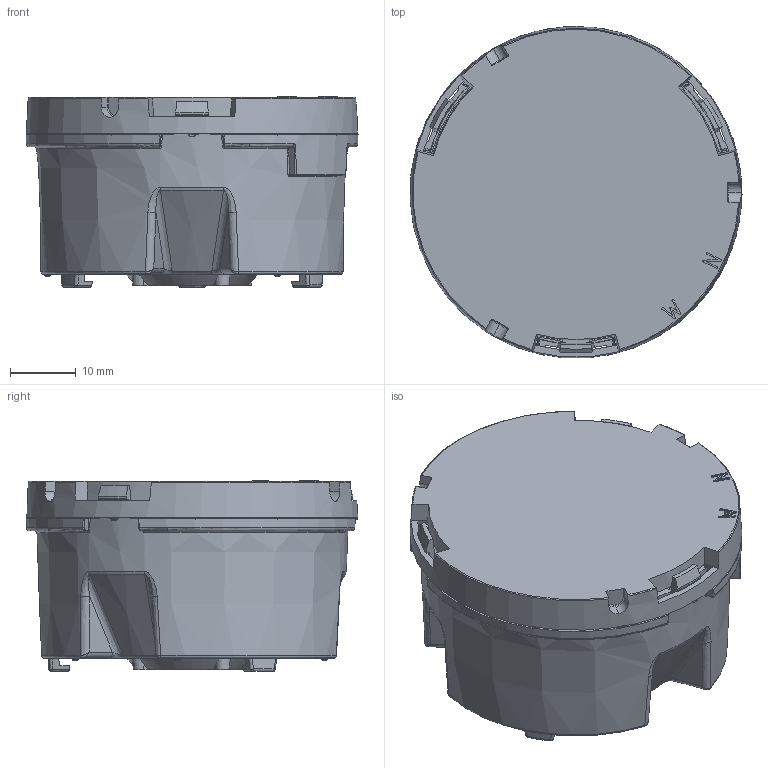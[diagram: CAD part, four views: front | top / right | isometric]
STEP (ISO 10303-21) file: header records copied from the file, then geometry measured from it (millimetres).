
FILE_DESCRIPTION(('STEP AP242'),'1');
FILE_NAME('SIRIUS50Z.stp','2023-02-01T09:51:06',(' '),(' '),'Spatial InterOp 3D',' ',' ');
FILE_SCHEMA(('AP242_MANAGED_MODEL_BASED_3D_ENGINEERING_MIM_LF {1 0 10303 442 1 1 4}'));
Length unit declared in the file: millimetre
Products named in the file (4): SIRIUS50Z; 220517_X74872_3D_WSIRIUS50Z2_Commercial; 220912_X74870_3D_CSIRIUS50Z_commercial; 220311_X74871_3D_HSIRIUS50Z_IndC
Assembly tree (3 placements, depth 2):
  SIRIUS50Z
    220517_X74872_3D_WSIRIUS50Z2_Commercial
    220912_X74870_3D_CSIRIUS50Z_commercial
    220311_X74871_3D_HSIRIUS50Z_IndC
Bounding box: 50.39 x 50.29 x 28.99 mm (x, y, z)
Volume: 35459.8 mm3; surface area: 19360.1 mm2
Topology: 3 solids, 3 shells, 733 faces, 1918 edges, 1139 vertices
Faces by surface type: bspline 195, plane 164, cylinder 124, cone 82, torus 72, sphere 50, extrusion 31, offset 13, revolution 2
Full cylindrical faces by diameter (mm): 0.93 x3
Entity records: 41326 total; most frequent: CARTESIAN_POINT 19307, ORIENTED_EDGE 3662, DIRECTION 2946, EDGE_CURVE 1831, AXIS2_PLACEMENT_3D 1236, VERTEX_POINT 1130, EDGE_LOOP 772, FACE_OUTER_BOUND 738
